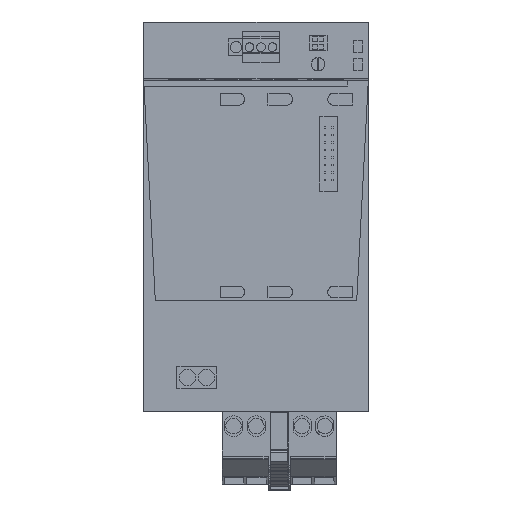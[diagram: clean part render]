
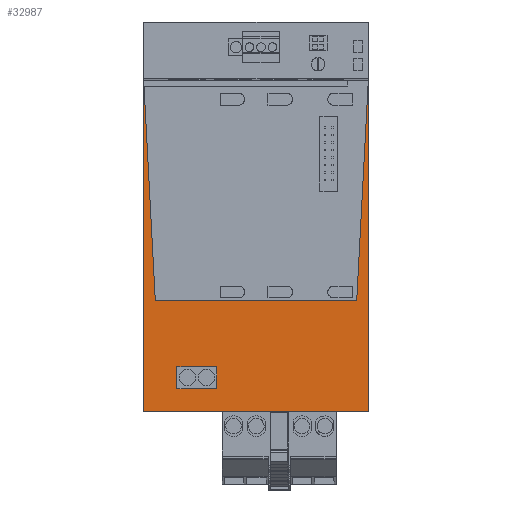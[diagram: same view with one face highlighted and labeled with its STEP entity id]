
A CAD part, top view. The second image highlights one B-rep face of the part: STEP entity #32987.
In plain terms, the highlighted planar face has unit normal (0, 0, 1).
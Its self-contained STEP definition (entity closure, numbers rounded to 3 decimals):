
#32971=AXIS2_PLACEMENT_3D('Plane Axis2P3D',#32968,#32969,#32970) ;
#673=CARTESIAN_POINT('Vertex',(0.,26.3,135.45)) ;
#676=CARTESIAN_POINT('Line Origine',(0.,81.596,135.45)) ;
#680=CARTESIAN_POINT('Vertex',(0.,136.891,135.45)) ;
#1310=CARTESIAN_POINT('Vertex',(75.,136.891,135.45)) ;
#1313=CARTESIAN_POINT('Line Origine',(75.,81.596,135.45)) ;
#1317=CARTESIAN_POINT('Vertex',(75.,26.3,135.45)) ;
#5445=CARTESIAN_POINT('Line Origine',(37.5,26.3,135.45)) ;
#7357=CARTESIAN_POINT('Vertex',(3.864,63.167,135.45)) ;
#7365=CARTESIAN_POINT('Line Origine',(1.932,100.029,135.45)) ;
#8984=CARTESIAN_POINT('Line Origine',(73.068,100.029,135.45)) ;
#8988=CARTESIAN_POINT('Vertex',(71.136,63.167,135.45)) ;
#21450=CARTESIAN_POINT('Line Origine',(37.5,63.167,135.45)) ;
#21468=CARTESIAN_POINT('Line Origine',(17.745,41.15,135.45)) ;
#21472=CARTESIAN_POINT('Vertex',(24.395,41.15,135.45)) ;
#21474=CARTESIAN_POINT('Vertex',(11.095,41.15,135.45)) ;
#21520=CARTESIAN_POINT('Vertex',(24.395,33.85,135.45)) ;
#21523=CARTESIAN_POINT('Line Origine',(24.395,37.5,135.45)) ;
#21541=CARTESIAN_POINT('Line Origine',(17.745,33.85,135.45)) ;
#21545=CARTESIAN_POINT('Vertex',(11.095,33.85,135.45)) ;
#26053=CARTESIAN_POINT('Line Origine',(11.095,37.5,135.45)) ;
#32968=CARTESIAN_POINT('Axis2P3D Location',(75.,26.3,135.45)) ;
#677=DIRECTION('Vector Direction',(0.,1.,0.)) ;
#1314=DIRECTION('Vector Direction',(0.,1.,0.)) ;
#5446=DIRECTION('Vector Direction',(-1.,0.,0.)) ;
#7366=DIRECTION('Vector Direction',(-0.052,0.999,0.)) ;
#8985=DIRECTION('Vector Direction',(0.052,0.999,0.)) ;
#21451=DIRECTION('Vector Direction',(1.,0.,0.)) ;
#21469=DIRECTION('Vector Direction',(1.,0.,0.)) ;
#21524=DIRECTION('Vector Direction',(0.,1.,0.)) ;
#21542=DIRECTION('Vector Direction',(-1.,0.,0.)) ;
#26054=DIRECTION('Vector Direction',(0.,-1.,0.)) ;
#32969=DIRECTION('Axis2P3D Direction',(0.,-0.,1.)) ;
#32970=DIRECTION('Axis2P3D XDirection',(0.,1.,0.)) ;
#678=VECTOR('Line Direction',#677,1.) ;
#1315=VECTOR('Line Direction',#1314,1.) ;
#5447=VECTOR('Line Direction',#5446,1.) ;
#7367=VECTOR('Line Direction',#7366,1.) ;
#8986=VECTOR('Line Direction',#8985,1.) ;
#21452=VECTOR('Line Direction',#21451,1.) ;
#21470=VECTOR('Line Direction',#21469,1.) ;
#21525=VECTOR('Line Direction',#21524,1.) ;
#21543=VECTOR('Line Direction',#21542,1.) ;
#26055=VECTOR('Line Direction',#26054,1.) ;
#32974=ORIENTED_EDGE('',*,*,#1319,.F.) ;
#32975=ORIENTED_EDGE('',*,*,#8990,.F.) ;
#32976=ORIENTED_EDGE('',*,*,#21454,.F.) ;
#32977=ORIENTED_EDGE('',*,*,#7369,.T.) ;
#32978=ORIENTED_EDGE('',*,*,#682,.F.) ;
#32979=ORIENTED_EDGE('',*,*,#5449,.F.) ;
#32982=ORIENTED_EDGE('',*,*,#21527,.F.) ;
#32983=ORIENTED_EDGE('',*,*,#21547,.F.) ;
#32984=ORIENTED_EDGE('',*,*,#26057,.F.) ;
#32985=ORIENTED_EDGE('',*,*,#21476,.F.) ;
#32986=FACE_BOUND('',#32981,.T.) ;
#32987=ADVANCED_FACE('STROMVERSORGUNG',(#32980,#32986),#32972,.T.) ;
#682=EDGE_CURVE('',#674,#681,#679,.T.) ;
#1319=EDGE_CURVE('',#1311,#1318,#1316,.F.) ;
#5449=EDGE_CURVE('',#1318,#674,#5448,.T.) ;
#7369=EDGE_CURVE('',#7358,#681,#7368,.T.) ;
#8990=EDGE_CURVE('',#8989,#1311,#8987,.T.) ;
#21454=EDGE_CURVE('',#7358,#8989,#21453,.T.) ;
#21476=EDGE_CURVE('',#21473,#21475,#21471,.F.) ;
#21527=EDGE_CURVE('',#21521,#21473,#21526,.T.) ;
#21547=EDGE_CURVE('',#21546,#21521,#21544,.F.) ;
#26057=EDGE_CURVE('',#21475,#21546,#26056,.T.) ;
#32973=EDGE_LOOP('',(#32974,#32975,#32976,#32977,#32978,#32979)) ;
#32981=EDGE_LOOP('',(#32982,#32983,#32984,#32985)) ;
#32980=FACE_OUTER_BOUND('',#32973,.T.) ;
#679=LINE('Line',#676,#678) ;
#1316=LINE('Line',#1313,#1315) ;
#5448=LINE('Line',#5445,#5447) ;
#7368=LINE('Line',#7365,#7367) ;
#8987=LINE('Line',#8984,#8986) ;
#21453=LINE('Line',#21450,#21452) ;
#21471=LINE('Line',#21468,#21470) ;
#21526=LINE('Line',#21523,#21525) ;
#21544=LINE('Line',#21541,#21543) ;
#26056=LINE('Line',#26053,#26055) ;
#32972=PLANE('',#32971) ;
#674=VERTEX_POINT('',#673) ;
#681=VERTEX_POINT('',#680) ;
#1311=VERTEX_POINT('',#1310) ;
#1318=VERTEX_POINT('',#1317) ;
#7358=VERTEX_POINT('',#7357) ;
#8989=VERTEX_POINT('',#8988) ;
#21473=VERTEX_POINT('',#21472) ;
#21475=VERTEX_POINT('',#21474) ;
#21521=VERTEX_POINT('',#21520) ;
#21546=VERTEX_POINT('',#21545) ;
